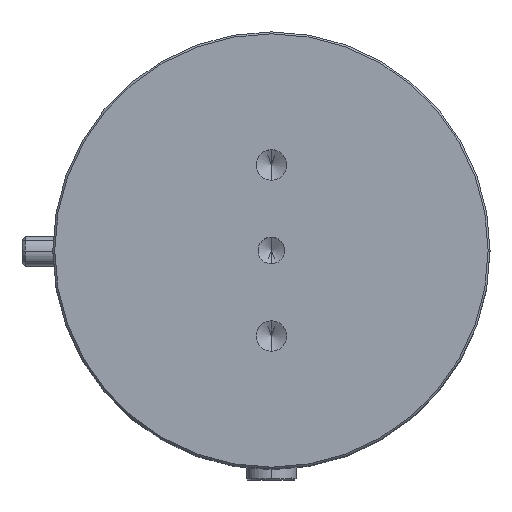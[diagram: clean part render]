
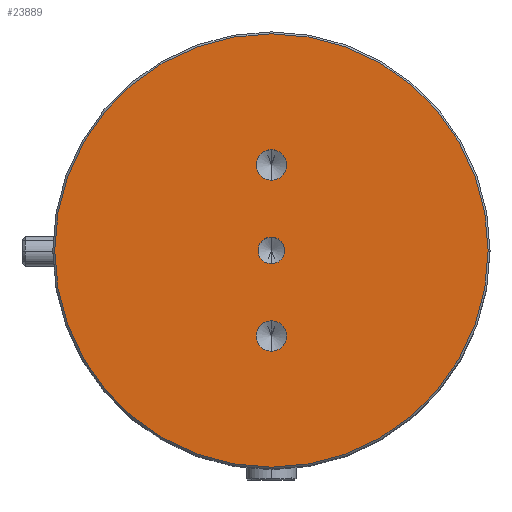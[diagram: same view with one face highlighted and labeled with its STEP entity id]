
A CAD part, top view. The second image highlights one B-rep face of the part: STEP entity #23889.
In plain terms, the highlighted planar face has unit normal (0, 0, 1).
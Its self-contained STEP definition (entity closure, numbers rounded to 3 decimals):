
#6500=CARTESIAN_POINT('',(0.,0.,130.));
#6501=DIRECTION('',(0.,0.,-1.));
#6502=DIRECTION('',(0.,1.,0.));
#6503=AXIS2_PLACEMENT_3D('',#6500,#6501,#6502);
#6518=CARTESIAN_POINT('',(0.,22.5,130.));
#6519=DIRECTION('',(0.,0.,-1.));
#6520=DIRECTION('',(0.,-1.,0.));
#6521=AXIS2_PLACEMENT_3D('',#6518,#6519,#6520);
#6523=CARTESIAN_POINT('',(0.,22.5,130.));
#6524=DIRECTION('',(0.,0.,-1.));
#6525=DIRECTION('',(0.,1.,0.));
#6526=AXIS2_PLACEMENT_3D('',#6523,#6524,#6525);
#6528=CARTESIAN_POINT('',(0.,-22.5,130.));
#6529=DIRECTION('',(0.,0.,1.));
#6530=DIRECTION('',(0.,1.,0.));
#6531=AXIS2_PLACEMENT_3D('',#6528,#6529,#6530);
#6533=CARTESIAN_POINT('',(0.,-22.5,130.));
#6534=DIRECTION('',(0.,0.,1.));
#6535=DIRECTION('',(0.,-1.,0.));
#6536=AXIS2_PLACEMENT_3D('',#6533,#6534,#6535);
#6538=CARTESIAN_POINT('',(0.,0.,130.));
#6539=DIRECTION('',(0.,0.,-1.));
#6540=DIRECTION('',(0.,-1.,0.));
#6541=AXIS2_PLACEMENT_3D('',#6538,#6539,#6540);
#6543=CARTESIAN_POINT('',(0.,0.,130.));
#6544=DIRECTION('',(0.,0.,-1.));
#6545=DIRECTION('',(0.,1.,0.));
#6546=AXIS2_PLACEMENT_3D('',#6543,#6544,#6545);
#6548=CARTESIAN_POINT('',(0.,0.,130.));
#6549=DIRECTION('',(0.,0.,1.));
#6550=DIRECTION('',(0.,1.,0.));
#6551=AXIS2_PLACEMENT_3D('',#6548,#6549,#6550);
#18074=CARTESIAN_POINT('',(0.,18.5,130.));
#18075=CARTESIAN_POINT('',(0.,26.5,130.));
#18076=VERTEX_POINT('',#18074);
#18077=VERTEX_POINT('',#18075);
#18084=CARTESIAN_POINT('',(0.,-18.5,130.));
#18085=CARTESIAN_POINT('',(0.,-26.5,130.));
#18086=VERTEX_POINT('',#18084);
#18087=VERTEX_POINT('',#18085);
#18094=CARTESIAN_POINT('',(0.,-3.5,130.));
#18095=CARTESIAN_POINT('',(0.,3.5,130.));
#18096=VERTEX_POINT('',#18094);
#18097=VERTEX_POINT('',#18095);
#18098=CARTESIAN_POINT('',(0.,57.,130.));
#18099=CARTESIAN_POINT('',(0.,-57.,130.));
#18100=VERTEX_POINT('',#18098);
#18101=VERTEX_POINT('',#18099);
#23861=CARTESIAN_POINT('',(0.,0.,130.));
#23862=DIRECTION('',(0.,0.,-1.));
#23863=DIRECTION('',(0.,-1.,0.));
#23864=AXIS2_PLACEMENT_3D('',#23861,#23862,#23863);
#23865=PLANE('',#23864);
#23867=ORIENTED_EDGE('',*,*,#23866,.F.);
#23868=ORIENTED_EDGE('',*,*,#23851,.T.);
#23869=EDGE_LOOP('',(#23867,#23868));
#23870=FACE_OUTER_BOUND('',#23869,.F.);
#23872=ORIENTED_EDGE('',*,*,#23871,.F.);
#23874=ORIENTED_EDGE('',*,*,#23873,.F.);
#23875=EDGE_LOOP('',(#23872,#23874));
#23876=FACE_BOUND('',#23875,.F.);
#23878=ORIENTED_EDGE('',*,*,#23877,.T.);
#23880=ORIENTED_EDGE('',*,*,#23879,.T.);
#23881=EDGE_LOOP('',(#23878,#23880));
#23882=FACE_BOUND('',#23881,.F.);
#23884=ORIENTED_EDGE('',*,*,#23883,.F.);
#23886=ORIENTED_EDGE('',*,*,#23885,.F.);
#23887=EDGE_LOOP('',(#23884,#23886));
#23888=FACE_BOUND('',#23887,.F.);
#23889=ADVANCED_FACE('',(#23870,#23876,#23882,#23888),#23865,.F.);
#6504=CIRCLE('',#6503,57.);
#6522=CIRCLE('',#6521,4.);
#6527=CIRCLE('',#6526,4.);
#6532=CIRCLE('',#6531,4.);
#6537=CIRCLE('',#6536,4.);
#6542=CIRCLE('',#6541,3.5);
#6547=CIRCLE('',#6546,3.5);
#6552=CIRCLE('',#6551,57.);
#23851=EDGE_CURVE('',#18100,#18101,#6504,.T.);
#23866=EDGE_CURVE('',#18100,#18101,#6552,.T.);
#23871=EDGE_CURVE('',#18076,#18077,#6522,.T.);
#23873=EDGE_CURVE('',#18077,#18076,#6527,.T.);
#23877=EDGE_CURVE('',#18086,#18087,#6532,.T.);
#23879=EDGE_CURVE('',#18087,#18086,#6537,.T.);
#23883=EDGE_CURVE('',#18096,#18097,#6542,.T.);
#23885=EDGE_CURVE('',#18097,#18096,#6547,.T.);
